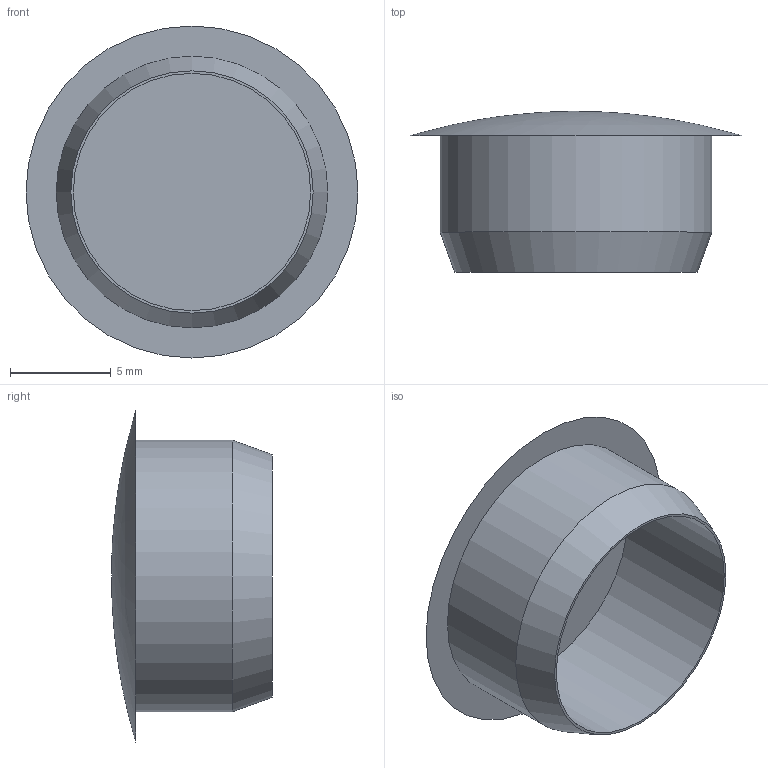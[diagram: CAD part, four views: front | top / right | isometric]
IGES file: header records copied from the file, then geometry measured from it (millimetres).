
Global section: file name: 220013.stp.ipt; native system: Autodesk Inventor 2014; preprocessor: unknown; author: zeman; date: 20151016.101524; units: millimetre
Bounding box: 16.5 x 8 x 16.5 mm (x, y, z)
Volume: 329.1 mm3; surface area: 944 mm2
Topology: 1 solids, 1 shells, 7 faces, 14 edges, 10 vertices
Faces by surface type: plane 3, cone 1, cylinder 1, bspline 1, revolution 1
Full cylindrical faces by diameter (mm): 13.5 x1
